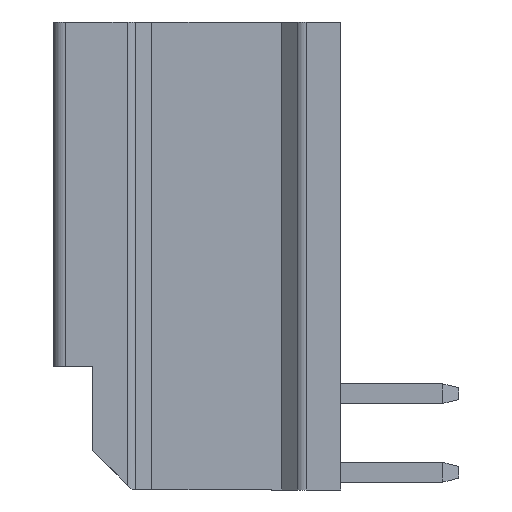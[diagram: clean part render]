
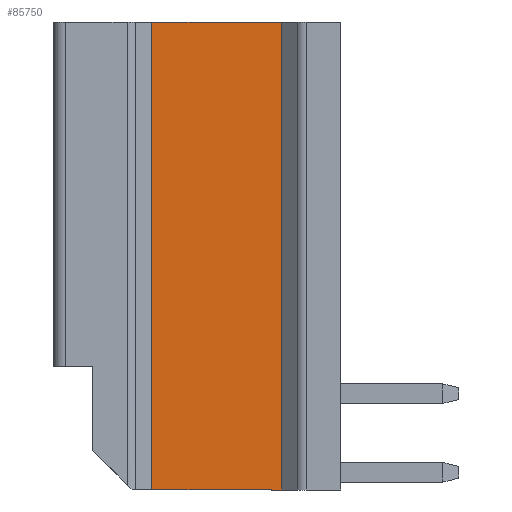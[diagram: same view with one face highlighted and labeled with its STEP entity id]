
A CAD part, left-side view. The second image highlights one B-rep face of the part: STEP entity #85750.
In plain terms, the highlighted face is planar.
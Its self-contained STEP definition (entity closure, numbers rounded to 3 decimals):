
#67900=CARTESIAN_POINT('',(0.186,-4.531,33.2));
#67910=VERTEX_POINT('',#67900);
#67940=CARTESIAN_POINT('',(0.,-4.531,33.2))
;
#67950=DIRECTION('',(1.,0.,0.));
#67960=VECTOR('',#67950,1.);
#67970=LINE('',#67940,#67960);
#67980=CARTESIAN_POINT('',(-3.114,-4.531,33.2));
#67990=VERTEX_POINT('',#67980);
#68000=EDGE_CURVE('',#67990,#67910,#67970,.T.);
#84780=CARTESIAN_POINT('',(0.186,7.369,33.2));
#84790=VERTEX_POINT('',#84780);
#84840=CARTESIAN_POINT('',(0.186,8.559,33.2));
#84850=DIRECTION('',(0.,-1.,0.));
#84860=VECTOR('',#84850,1.);
#84870=LINE('',#84840,#84860);
#84880=EDGE_CURVE('',#84790,#67910,#84870,.T.);
#85280=CARTESIAN_POINT('',(-3.114,7.369,33.2));
#85290=VERTEX_POINT('',#85280);
#85320=CARTESIAN_POINT('',(0.,7.369,33.2));
#85330=DIRECTION('',(1.,0.,0.));
#85340=VECTOR('',#85330,1.);
#85350=LINE('',#85320,#85340);
#85360=EDGE_CURVE('',#85290,#84790,#85350,.T.);
#85530=CARTESIAN_POINT('',(-3.114,8.559,33.2));
#85540=DIRECTION('',(0.,-1.,0.));
#85550=VECTOR('',#85540,1.);
#85560=LINE('',#85530,#85550);
#85570=EDGE_CURVE('',#85290,#67990,#85560,.T.);
#85640=CARTESIAN_POINT('',(-3.414,8.559,33.2));
#85650=DIRECTION('',(0.,0.,1.));
#85660=DIRECTION('',(1.,0.,0.));
#85670=AXIS2_PLACEMENT_3D('',#85640,#85650,#85660);
#85680=PLANE('',#85670);
#85690=ORIENTED_EDGE('',*,*,#84880,.T.);
#85700=ORIENTED_EDGE('',*,*,#85360,.T.);
#85710=ORIENTED_EDGE('',*,*,#85570,.F.);
#85720=ORIENTED_EDGE('',*,*,#68000,.F.);
#85730=EDGE_LOOP('',(#85720,#85710,#85700,#85690));
#85740=FACE_OUTER_BOUND('',#85730,.T.);
#85750=ADVANCED_FACE('',(#85740),#85680,.F.);
